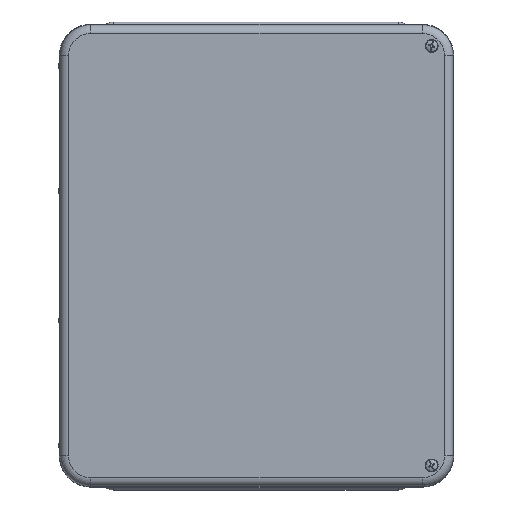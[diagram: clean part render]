
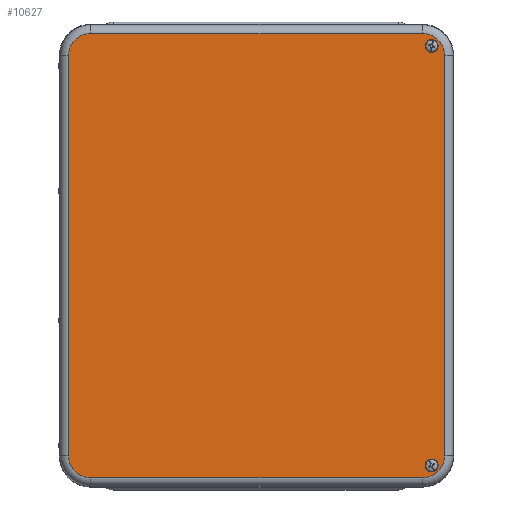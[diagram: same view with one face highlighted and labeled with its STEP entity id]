
A CAD part, top view. The second image highlights one B-rep face of the part: STEP entity #10627.
In plain terms, the highlighted planar face has unit normal (0, 0, 1).
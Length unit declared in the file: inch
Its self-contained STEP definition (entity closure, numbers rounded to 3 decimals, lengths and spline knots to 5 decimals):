
#897=LINE($,#19570,#1611);
#899=LINE($,#19590,#1613);
#902=LINE($,#19597,#1616);
#904=LINE($,#19612,#1618);
#1611=VECTOR($,#14746,9.618);
#1613=VECTOR($,#14770,11.598);
#1616=VECTOR($,#14777,11.598);
#1618=VECTOR($,#14797,9.618);
#1889=PLANE($,#11810);
#2219=FACE_BOUND($,#3952,.T.);
#2220=FACE_BOUND($,#3953,.T.);
#3061=FACE_OUTER_BOUND($,#3951,.T.);
#3951=EDGE_LOOP($,(#9586,#9587,#9588,#9589,#9590,#9591,#9592,#9593));
#3952=EDGE_LOOP($,(#9594));
#3953=EDGE_LOOP($,(#9595));
#4615=CIRCLE($,#11733,0.117);
#4617=CIRCLE($,#11736,0.117);
#4639=CIRCLE($,#11785,0.6375);
#4643=CIRCLE($,#11790,0.6375);
#4647=CIRCLE($,#11797,0.6375);
#4651=CIRCLE($,#11802,0.6375);
#5583=VERTEX_POINT($,#19471);
#5585=VERTEX_POINT($,#19476);
#5616=VERTEX_POINT($,#19567);
#5617=VERTEX_POINT($,#19569);
#5620=VERTEX_POINT($,#19576);
#5621=VERTEX_POINT($,#19581);
#5624=VERTEX_POINT($,#19588);
#5625=VERTEX_POINT($,#19593);
#5628=VERTEX_POINT($,#19600);
#5629=VERTEX_POINT($,#19605);
#6927=EDGE_CURVE($,#5583,#5583,#4615,.T.);
#6929=EDGE_CURVE($,#5585,#5585,#4617,.T.);
#6972=EDGE_CURVE($,#5616,#5617,#897,.T.);
#6976=EDGE_CURVE($,#5620,#5616,#4639,.T.);
#6980=EDGE_CURVE($,#5617,#5621,#4643,.T.);
#6982=EDGE_CURVE($,#5624,#5620,#899,.T.);
#6986=EDGE_CURVE($,#5621,#5625,#902,.T.);
#6988=EDGE_CURVE($,#5628,#5624,#4647,.T.);
#6992=EDGE_CURVE($,#5625,#5629,#4651,.T.);
#6994=EDGE_CURVE($,#5629,#5628,#904,.T.);
#9586=ORIENTED_EDGE($,*,*,#6972,.F.);
#9587=ORIENTED_EDGE($,*,*,#6976,.F.);
#9588=ORIENTED_EDGE($,*,*,#6982,.F.);
#9589=ORIENTED_EDGE($,*,*,#6988,.F.);
#9590=ORIENTED_EDGE($,*,*,#6994,.F.);
#9591=ORIENTED_EDGE($,*,*,#6992,.F.);
#9592=ORIENTED_EDGE($,*,*,#6986,.F.);
#9593=ORIENTED_EDGE($,*,*,#6980,.F.);
#9594=ORIENTED_EDGE($,*,*,#6927,.T.);
#9595=ORIENTED_EDGE($,*,*,#6929,.T.);
#10627=ADVANCED_FACE($,(#3061,#2219,#2220),#1889,.T.);
#11733=AXIS2_PLACEMENT_3D($,#19472,#14633,#14634);
#11736=AXIS2_PLACEMENT_3D($,#19477,#14639,#14640);
#11785=AXIS2_PLACEMENT_3D($,#19578,#14754,#14755);
#11790=AXIS2_PLACEMENT_3D($,#19585,#14764,#14765);
#11797=AXIS2_PLACEMENT_3D($,#19602,#14782,#14783);
#11802=AXIS2_PLACEMENT_3D($,#19609,#14792,#14793);
#11810=AXIS2_PLACEMENT_3D($,#19631,#14817,#14818);
#14633=DIRECTION('center_axis',(0.,0.,-1.));
#14634=DIRECTION('ref_axis',(1.,0.,0.));
#14639=DIRECTION('center_axis',(0.,0.,-1.));
#14640=DIRECTION('ref_axis',(1.,0.,0.));
#14746=DIRECTION($,(1.,0.,0.));
#14754=DIRECTION('center_axis',(0.,0.,-1.));
#14755=DIRECTION('ref_axis',(-0.707,0.707,0.));
#14764=DIRECTION('center_axis',(0.,0.,-1.));
#14765=DIRECTION('ref_axis',(0.707,0.707,0.));
#14770=DIRECTION($,(0.,1.,0.));
#14777=DIRECTION($,(0.,-1.,0.));
#14782=DIRECTION('center_axis',(0.,0.,-1.));
#14783=DIRECTION('ref_axis',(-0.707,-0.707,0.));
#14792=DIRECTION('center_axis',(0.,0.,-1.));
#14793=DIRECTION('ref_axis',(0.707,-0.707,0.));
#14797=DIRECTION($,(-1.,0.,0.));
#14817=DIRECTION('center_axis',(0.,0.,1.));
#14818=DIRECTION('ref_axis',(1.,0.,0.));
#19471=CARTESIAN_POINT('',(5.19513,-6.078,0.78));
#19472=CARTESIAN_POINT('Origin',(5.07813,-6.078,0.78));
#19476=CARTESIAN_POINT('',(5.19513,6.078,0.78));
#19477=CARTESIAN_POINT('Origin',(5.07813,6.078,0.78));
#19567=CARTESIAN_POINT('',(-4.809,6.4365,0.78));
#19569=CARTESIAN_POINT('',(4.809,6.4365,0.78));
#19570=CARTESIAN_POINT($,(-4.809,6.4365,0.78));
#19576=CARTESIAN_POINT('',(-5.4465,5.799,0.78));
#19578=CARTESIAN_POINT('Origin',(-4.809,5.799,0.78));
#19581=CARTESIAN_POINT('',(5.4465,5.799,0.78));
#19585=CARTESIAN_POINT('Origin',(4.809,5.799,0.78));
#19588=CARTESIAN_POINT('',(-5.4465,-5.799,0.78));
#19590=CARTESIAN_POINT($,(-5.4465,-5.799,0.78));
#19593=CARTESIAN_POINT('',(5.4465,-5.799,0.78));
#19597=CARTESIAN_POINT($,(5.4465,5.799,0.78));
#19600=CARTESIAN_POINT('',(-4.809,-6.4365,0.78));
#19602=CARTESIAN_POINT('Origin',(-4.809,-5.799,0.78));
#19605=CARTESIAN_POINT('',(4.809,-6.4365,0.78));
#19609=CARTESIAN_POINT('Origin',(4.809,-5.799,0.78));
#19612=CARTESIAN_POINT($,(4.809,-6.4365,0.78));
#19631=CARTESIAN_POINT('Origin',(0.,0.,0.78));
